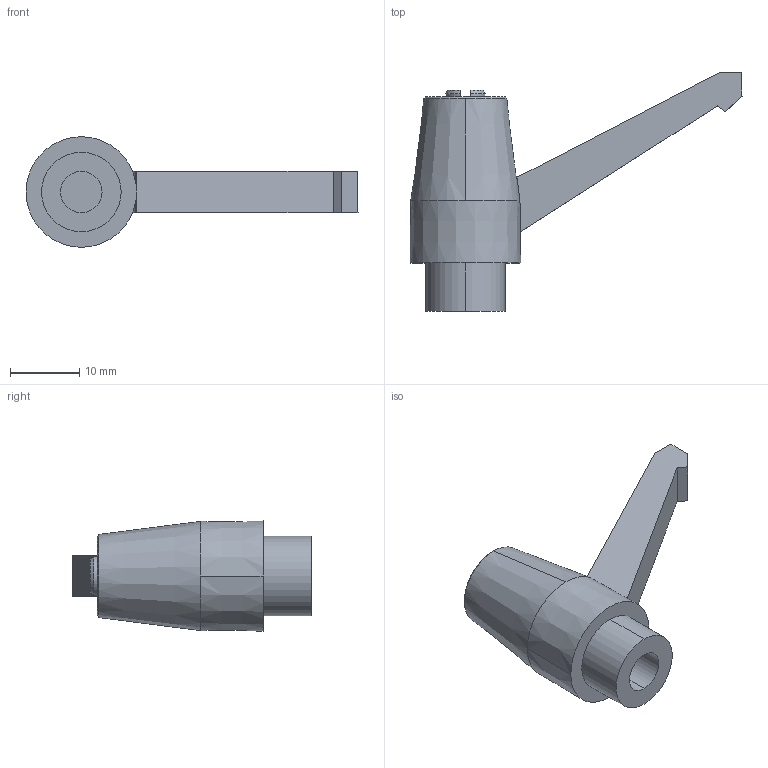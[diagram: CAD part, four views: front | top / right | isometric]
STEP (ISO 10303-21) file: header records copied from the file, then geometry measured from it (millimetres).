
FILE_DESCRIPTION (( 'STEP AP214' ), '1' );
FILE_NAME ('Rexnord-S0302 -60902.STEP', '2023-08-01T13:07:46', ( '' ), ( '' ), 'SwSTEP 2.0', 'SolidWorks 2022', '' );
FILE_SCHEMA (( 'AUTOMOTIVE_DESIGN' ));
Length unit declared in the file: millimetre
Products named in the file (2): Rexnord-S0302 -60902; Rexnord-S0302 -60902_60902
Assembly tree (1 placements, depth 2):
  Rexnord-S0302 -60902
    Rexnord-S0302 -60902_60902
Bounding box: 48 x 34.53 x 16 mm (x, y, z)
Volume: 5672.6 mm3; surface area: 2835.6 mm2
Topology: 2 solids, 2 shells, 32 faces, 70 edges, 46 vertices
Faces by surface type: plane 18, cone 8, cylinder 6
Entity records: 1302 total; most frequent: CARTESIAN_POINT 164, DIRECTION 162, ORIENTED_EDGE 140, EDGE_CURVE 70, AXIS2_PLACEMENT_3D 60, VERTEX_POINT 46, VECTOR 42, LINE 42
